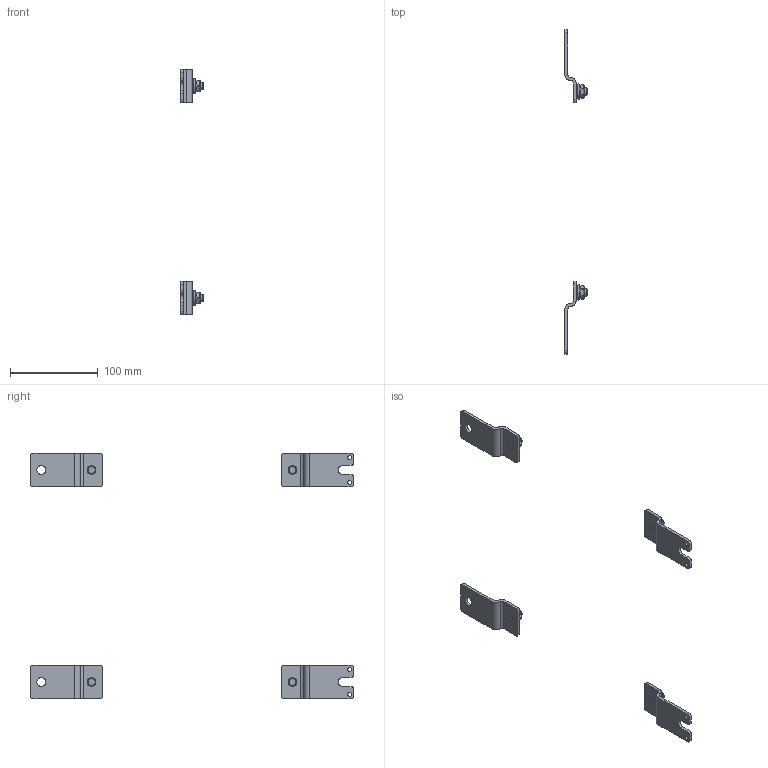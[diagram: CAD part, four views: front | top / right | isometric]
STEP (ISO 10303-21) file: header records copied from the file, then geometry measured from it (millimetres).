
FILE_DESCRIPTION (( 'STEP AP203' ), '1' );
FILE_NAME ('SCE-N3RMFK4.step', '2021-01-08T15:56:30', ( 'ADC123' ), ( 'Microsoft' ), 'SwSTEP 2.0', 'SolidWorks 2019', '' );
FILE_SCHEMA (( 'CONFIG_CONTROL_DESIGN' ));
Length unit declared in the file: inch
Products named in the file (1): SCE-N3RMFK4
Bounding box: 25.4 x 368.33 x 279.4 mm (x, y, z)
Volume: 46411 mm3; surface area: 34484.8 mm2
Topology: 12 solids, 12 shells, 286 faces, 690 edges, 412 vertices
Faces by surface type: bspline 108, cylinder 84, plane 82, cone 12
Full cylindrical faces by diameter (mm): 4.775 x4, 7.874 x4, 7.925 x4, 7.937 x2, 7.938 x2, 9.55 x4, 10.312 x2
Entity records: 13989 total; most frequent: CARTESIAN_POINT 8431, ORIENTED_EDGE 1232, DIRECTION 902, EDGE_CURVE 616, VERTEX_POINT 404, EDGE_LOOP 364, AXIS2_PLACEMENT_3D 363, FACE_OUTER_BOUND 316
